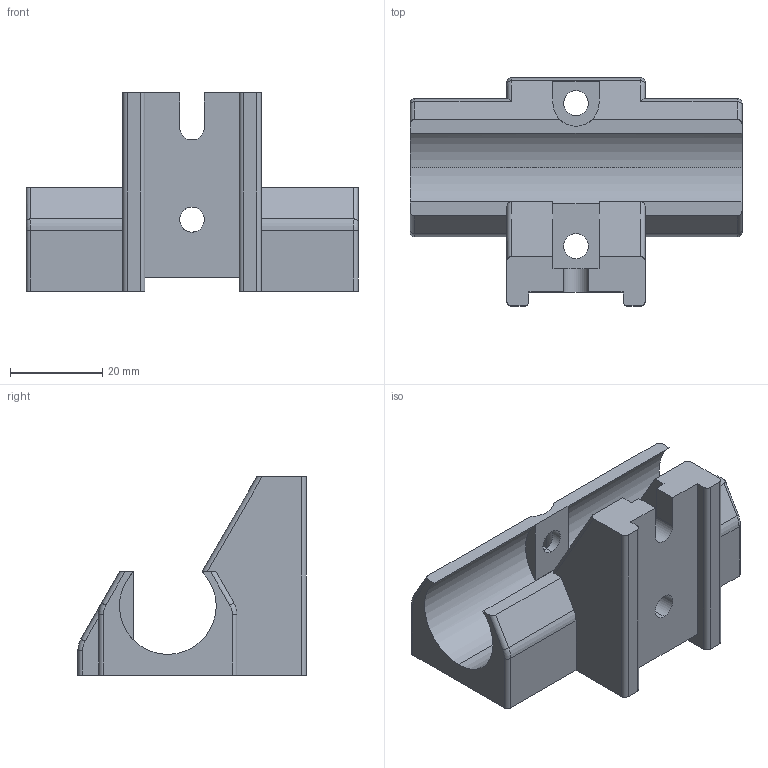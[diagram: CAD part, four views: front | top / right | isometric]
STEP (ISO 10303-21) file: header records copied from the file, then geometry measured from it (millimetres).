
FILE_DESCRIPTION (( 'STEP AP214' ), '1' );
FILE_NAME ('Z-Axis_Bearing_Holder_1.0.STEP', '2017-06-06T06:26:08', ( '' ), ( '' ), 'SwSTEP 2.0', 'SolidWorks 2014', '' );
FILE_SCHEMA (( 'AUTOMOTIVE_DESIGN' ));
Length unit declared in the file: millimetre
Products named in the file (1): Z-Axis_Bearing_Holder_1.0
Bounding box: 72 x 49.5 x 43 mm (x, y, z)
Volume: 35358.8 mm3; surface area: 15041.6 mm2
Topology: 1 solids, 1 shells, 82 faces, 226 edges, 146 vertices
Faces by surface type: plane 41, cylinder 35, torus 6
Entity records: 2728 total; most frequent: CARTESIAN_POINT 577, ORIENTED_EDGE 452, DIRECTION 440, EDGE_CURVE 226, AXIS2_PLACEMENT_3D 149, VERTEX_POINT 146, VECTOR 142, LINE 142
